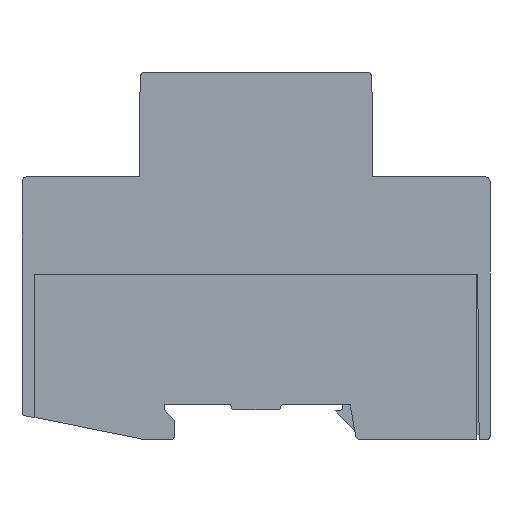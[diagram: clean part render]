
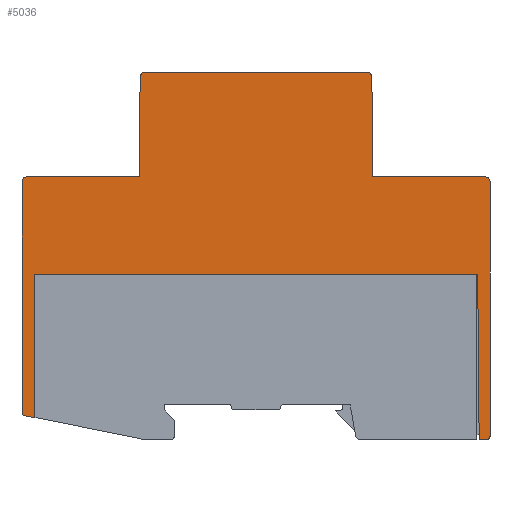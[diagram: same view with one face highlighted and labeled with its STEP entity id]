
A CAD part, left-side view. The second image highlights one B-rep face of the part: STEP entity #5036.
In plain terms, the highlighted planar face has unit normal (-1, 0, 0).
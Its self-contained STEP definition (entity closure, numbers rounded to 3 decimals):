
#5036=ADVANCED_FACE('',(#12687),#12688,.F.);
#6730=VERTEX_POINT('',#14521);
#6734=VERTEX_POINT('',#14525);
#6736=EDGE_CURVE('',#6730,#6734,#14527,.T.);
#9324=VERTEX_POINT('',#17115);
#9328=VERTEX_POINT('',#17119);
#9330=EDGE_CURVE('',#9324,#9328,#17121,.T.);
#9484=VERTEX_POINT('',#17275);
#9486=VERTEX_POINT('',#17277);
#9488=EDGE_CURVE('',#9484,#9486,#17279,.F.);
#9594=VERTEX_POINT('',#17385);
#9596=EDGE_CURVE('',#9594,#9328,#17387,.F.);
#9784=VERTEX_POINT('',#17575);
#9786=VERTEX_POINT('',#17577);
#9788=EDGE_CURVE('',#9784,#9786,#17579,.F.);
#9814=VERTEX_POINT('',#17605);
#9818=VERTEX_POINT('',#17609);
#9820=EDGE_CURVE('',#9814,#9818,#17611,.F.);
#9890=VERTEX_POINT('',#17681);
#9894=EDGE_CURVE('',#9890,#9784,#17685,.F.);
#9896=VERTEX_POINT('',#17687);
#9898=EDGE_CURVE('',#9324,#9896,#17689,.T.);
#9900=VERTEX_POINT('',#17691);
#9902=EDGE_CURVE('',#9900,#9896,#17693,.T.);
#9904=VERTEX_POINT('',#17695);
#9906=EDGE_CURVE('',#9904,#9900,#17697,.T.);
#9908=VERTEX_POINT('',#17699);
#9910=EDGE_CURVE('',#9908,#9904,#17701,.F.);
#9912=EDGE_CURVE('',#9786,#9908,#17703,.T.);
#9914=EDGE_CURVE('',#6734,#9890,#17705,.T.);
#9916=VERTEX_POINT('',#17707);
#9918=EDGE_CURVE('',#9916,#6730,#17709,.T.);
#9920=EDGE_CURVE('',#9818,#9916,#17711,.T.);
#9922=EDGE_CURVE('',#9486,#9814,#17713,.T.);
#9924=VERTEX_POINT('',#17715);
#9926=EDGE_CURVE('',#9924,#9484,#17717,.T.);
#9928=EDGE_CURVE('',#9594,#9924,#17719,.F.);
#12687=FACE_OUTER_BOUND('',#20700,.T.);
#12688=PLANE('',#20701);
#14521=CARTESIAN_POINT('',(0.0,66.283,70.7));
#14525=CARTESIAN_POINT('',(0.0,23.717,70.7));
#14527=LINE('',#23277,#23278);
#17115=CARTESIAN_POINT('',(0.0,2.365,31.8));
#17119=CARTESIAN_POINT('',(0.0,87.6,31.8));
#17121=LINE('',#27471,#27472);
#17275=CARTESIAN_POINT('',(0.0,90.0,5.287));
#17277=CARTESIAN_POINT('',(0.0,90.0,49.6));
#17279=LINE('',#27711,#27712);
#17385=CARTESIAN_POINT('',(0.0,87.6,4.277));
#17387=LINE('',#27887,#27888);
#17575=CARTESIAN_POINT('',(0.0,22.55,50.6));
#17577=CARTESIAN_POINT('',(0.0,1.0,50.6));
#17579=LINE('',#28195,#28196);
#17605=CARTESIAN_POINT('',(0.0,89.0,50.6));
#17609=CARTESIAN_POINT('',(0.0,67.45,50.6));
#17611=LINE('',#28243,#28244);
#17681=CARTESIAN_POINT('',(0.0,22.717,69.709));
#17685=LINE('',#28353,#28354);
#17687=CARTESIAN_POINT('',(0.0,2.088,0.0));
#17689=LINE('',#28359,#28360);
#17691=CARTESIAN_POINT('',(0.0,0.7,0.0));
#17693=LINE('',#28365,#28366);
#17695=CARTESIAN_POINT('',(0.0,0.0,0.7));
#17697=CIRCLE('',#28371,0.7);
#17699=CARTESIAN_POINT('',(0.0,0.0,49.6));
#17701=LINE('',#28376,#28377);
#17703=CIRCLE('',#28380,1.0);
#17705=CIRCLE('',#28383,1.0);
#17707=CARTESIAN_POINT('',(0.0,67.283,69.709));
#17709=CIRCLE('',#28388,1.0);
#17711=LINE('',#28391,#28392);
#17713=CIRCLE('',#28395,1.0);
#17715=CARTESIAN_POINT('',(0.0,89.422,4.598));
#17717=CIRCLE('',#28400,0.7);
#17719=LINE('',#28403,#28404);
#20700=EDGE_LOOP('',(#34709,#34710,#34711,#34712,#34713,#34714,#34715,#34716,#34717,#34718,#34719,#34720,#34721,#34722,#34723,#34724,#34725,#34726));
#20701=AXIS2_PLACEMENT_3D('',#34727,#34728,#34729);
#23277=CARTESIAN_POINT('',(0.0,56.225,70.7));
#23278=VECTOR('',#36548,1.0);
#27471=CARTESIAN_POINT('',(0.0,45.0,31.8));
#27472=VECTOR('',#37388,1.0);
#27711=CARTESIAN_POINT('',(0.0,90.0,37.3));
#27712=VECTOR('',#37444,1.0);
#27887=CARTESIAN_POINT('',(0.0,87.6,37.3));
#27888=VECTOR('',#37478,1.0);
#28195=CARTESIAN_POINT('',(0.0,67.5,50.6));
#28196=VECTOR('',#37536,1.0);
#28243=CARTESIAN_POINT('',(0.0,67.5,50.6));
#28244=VECTOR('',#37559,1.0);
#28353=CARTESIAN_POINT('',(0.0,22.639,60.747));
#28354=VECTOR('',#37622,1.0);
#28359=CARTESIAN_POINT('',(0.0,2.554,53.435));
#28360=VECTOR('',#37623,1.0);
#28365=CARTESIAN_POINT('',(0.0,45.0,0.0));
#28366=VECTOR('',#37624,1.0);
#28371=AXIS2_PLACEMENT_3D('',#37625,#37626,#37627);
#28376=CARTESIAN_POINT('',(0.0,0.0,36.55));
#28377=VECTOR('',#37628,1.0);
#28380=AXIS2_PLACEMENT_3D('',#37629,#37630,#37631);
#28383=AXIS2_PLACEMENT_3D('',#37632,#37633,#37634);
#28388=AXIS2_PLACEMENT_3D('',#37635,#37636,#37637);
#28391=CARTESIAN_POINT('',(0.0,67.361,60.747));
#28392=VECTOR('',#37638,1.0);
#28395=AXIS2_PLACEMENT_3D('',#37639,#37640,#37641);
#28400=AXIS2_PLACEMENT_3D('',#37642,#37643,#37644);
#28403=CARTESIAN_POINT('',(0.0,73.822,1.847));
#28404=VECTOR('',#37645,1.0);
#34709=ORIENTED_EDGE('',*,*,#9898,.T.);
#34710=ORIENTED_EDGE('',*,*,#9902,.F.);
#34711=ORIENTED_EDGE('',*,*,#9906,.F.);
#34712=ORIENTED_EDGE('',*,*,#9910,.F.);
#34713=ORIENTED_EDGE('',*,*,#9912,.F.);
#34714=ORIENTED_EDGE('',*,*,#9788,.F.);
#34715=ORIENTED_EDGE('',*,*,#9894,.F.);
#34716=ORIENTED_EDGE('',*,*,#9914,.F.);
#34717=ORIENTED_EDGE('',*,*,#6736,.F.);
#34718=ORIENTED_EDGE('',*,*,#9918,.F.);
#34719=ORIENTED_EDGE('',*,*,#9920,.F.);
#34720=ORIENTED_EDGE('',*,*,#9820,.F.);
#34721=ORIENTED_EDGE('',*,*,#9922,.F.);
#34722=ORIENTED_EDGE('',*,*,#9488,.F.);
#34723=ORIENTED_EDGE('',*,*,#9926,.F.);
#34724=ORIENTED_EDGE('',*,*,#9928,.F.);
#34725=ORIENTED_EDGE('',*,*,#9596,.T.);
#34726=ORIENTED_EDGE('',*,*,#9330,.F.);
#34727=CARTESIAN_POINT('',(0.0,45.0,70.7));
#34728=DIRECTION('',(1.0,0.0,0.0));
#34729=DIRECTION('',(0.0,0.0,-1.0));
#36548=DIRECTION('',(0.0,-1.0,0.0));
#37388=DIRECTION('',(0.0,1.0,0.0));
#37444=DIRECTION('',(0.0,0.0,-1.0));
#37478=DIRECTION('',(0.0,0.0,-1.0));
#37536=DIRECTION('',(0.0,1.0,0.0));
#37559=DIRECTION('',(0.0,1.0,0.0));
#37622=DIRECTION('',(0.0,0.009,1.));
#37623=DIRECTION('',(0.0,-0.009,-1.));
#37624=DIRECTION('',(0.0,1.0,0.0));
#37625=CARTESIAN_POINT('',(0.0,0.7,0.7));
#37626=DIRECTION('',(1.0,0.0,0.0));
#37627=DIRECTION('',(0.0,0.0,-1.0));
#37628=DIRECTION('',(0.0,0.0,1.0));
#37629=CARTESIAN_POINT('',(0.0,1.0,49.6));
#37630=DIRECTION('',(1.0,0.0,-0.0));
#37631=DIRECTION('',(0.0,0.0,1.0));
#37632=CARTESIAN_POINT('',(0.0,23.717,69.7));
#37633=DIRECTION('',(1.0,0.0,0.0));
#37634=DIRECTION('',(0.0,-1.,0.009));
#37635=CARTESIAN_POINT('',(0.0,66.283,69.7));
#37636=DIRECTION('',(1.0,0.0,-0.0));
#37637=DIRECTION('',(0.0,0.0,1.0));
#37638=DIRECTION('',(0.0,-0.009,1.));
#37639=CARTESIAN_POINT('',(0.0,89.0,49.6));
#37640=DIRECTION('',(1.0,0.0,-0.0));
#37641=DIRECTION('',(0.0,0.0,1.0));
#37642=CARTESIAN_POINT('',(0.0,89.3,5.287));
#37643=DIRECTION('',(1.0,0.0,0.0));
#37644=DIRECTION('',(0.0,1.0,0.0));
#37645=DIRECTION('',(0.0,-0.985,-0.174));
